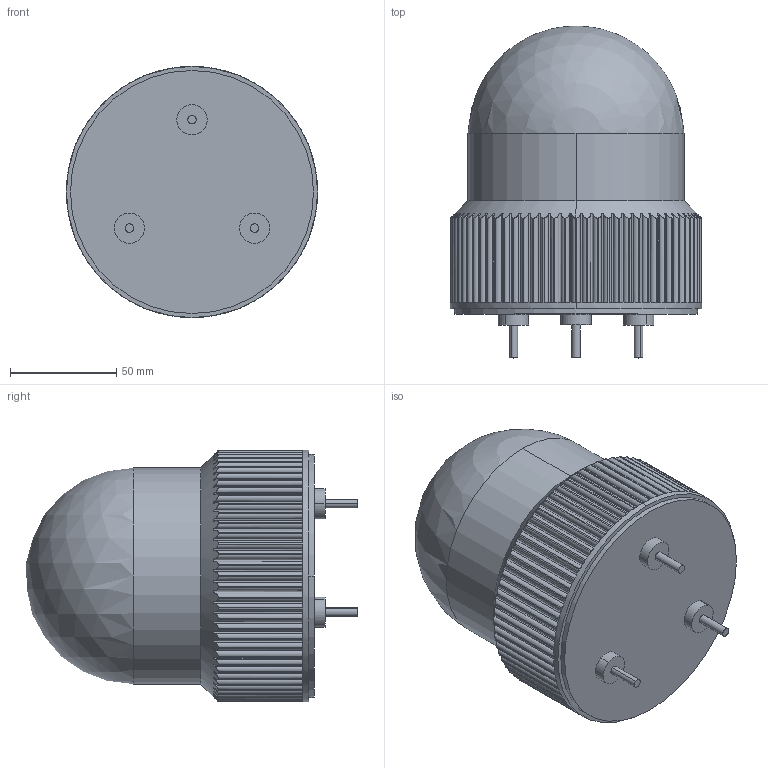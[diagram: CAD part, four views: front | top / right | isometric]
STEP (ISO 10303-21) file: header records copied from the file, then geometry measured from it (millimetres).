
FILE_DESCRIPTION((''),'2;1');
FILE_NAME('revolvinglight2003.stp','2003-01-19T15:49:19',('t8558es'),(''),'Autodesk Inventor (tm) 5.0','Autodesk Inventor (tm) 5.0','');
FILE_SCHEMA(('CONFIG_CONTROL_DESIGN'));
Length unit declared in the file: inch
Products named in the file (1): revolvinglight2003
Bounding box: 118.11 x 156.09 x 118.11 mm (x, y, z)
Volume: 1093397.5 mm3; surface area: 67145.4 mm2
Topology: 1 solids, 1 shells, 318 faces, 996 edges, 685 vertices
Faces by surface type: cylinder 235, plane 80, cone 2, sphere 1
Entity records: 13692 total; most frequent: CARTESIAN_POINT 4878, ORIENTED_EDGE 1988, DIRECTION 1741, EDGE_CURVE 994, AXIS2_PLACEMENT_3D 716, VERTEX_POINT 685, CIRCLE 397, EDGE_LOOP 325
